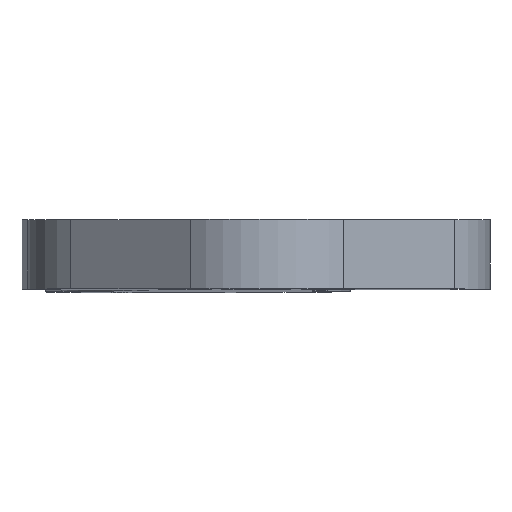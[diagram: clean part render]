
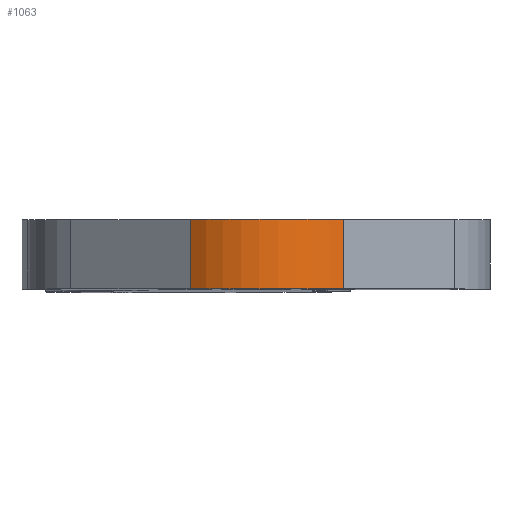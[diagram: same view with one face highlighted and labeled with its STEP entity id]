
A CAD part, top view. The second image highlights one B-rep face of the part: STEP entity #1063.
In plain terms, the highlighted cylindrical face has radius 10 mm (diameter 20 mm), a partial arc.
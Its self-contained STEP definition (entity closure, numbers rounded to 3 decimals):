
#101=FACE_OUTER_BOUND('',#163,.T.);
#163=EDGE_LOOP('',(#907,#908,#909,#910));
#265=LINE('',#1801,#360);
#266=LINE('',#1805,#361);
#360=VECTOR('',#1485,10.);
#361=VECTOR('',#1490,10.);
#385=CIRCLE('',#1115,10.);
#425=CIRCLE('',#1191,10.);
#453=VERTEX_POINT('',#1586);
#454=VERTEX_POINT('',#1588);
#524=VERTEX_POINT('',#1799);
#525=VERTEX_POINT('',#1803);
#562=EDGE_CURVE('',#453,#454,#385,.T.);
#669=EDGE_CURVE('',#524,#454,#265,.T.);
#670=EDGE_CURVE('',#525,#524,#425,.T.);
#671=EDGE_CURVE('',#525,#453,#266,.T.);
#907=ORIENTED_EDGE('',*,*,#670,.T.);
#908=ORIENTED_EDGE('',*,*,#669,.T.);
#909=ORIENTED_EDGE('',*,*,#562,.F.);
#910=ORIENTED_EDGE('',*,*,#671,.F.);
#1015=CYLINDRICAL_SURFACE('',#1190,10.);
#1063=ADVANCED_FACE('',(#101),#1015,.T.);
#1115=AXIS2_PLACEMENT_3D('',#1589,#1268,#1269);
#1190=AXIS2_PLACEMENT_3D('',#1802,#1486,#1487);
#1191=AXIS2_PLACEMENT_3D('',#1804,#1488,#1489);
#1268=DIRECTION('center_axis',(0.,1.,0.));
#1269=DIRECTION('ref_axis',(-0.63,0.,0.777));
#1485=DIRECTION('',(0.,1.,0.));
#1486=DIRECTION('center_axis',(0.,1.,0.));
#1487=DIRECTION('ref_axis',(-0.63,0.,0.777));
#1488=DIRECTION('center_axis',(0.,1.,0.));
#1489=DIRECTION('ref_axis',(-0.63,0.,0.777));
#1490=DIRECTION('',(0.,1.,0.));
#1586=CARTESIAN_POINT('',(-13.763,214.106,92.694));
#1588=CARTESIAN_POINT('',(-0.522,214.106,92.129));
#1589=CARTESIAN_POINT('Origin',(-7.462,214.106,84.929));
#1799=CARTESIAN_POINT('',(-0.522,208.106,92.129));
#1801=CARTESIAN_POINT('',(-0.522,208.106,92.129));
#1802=CARTESIAN_POINT('Origin',(-7.462,208.106,84.929));
#1803=CARTESIAN_POINT('',(-13.763,208.106,92.694));
#1804=CARTESIAN_POINT('Origin',(-7.462,208.106,84.929));
#1805=CARTESIAN_POINT('',(-13.763,208.106,92.694));
